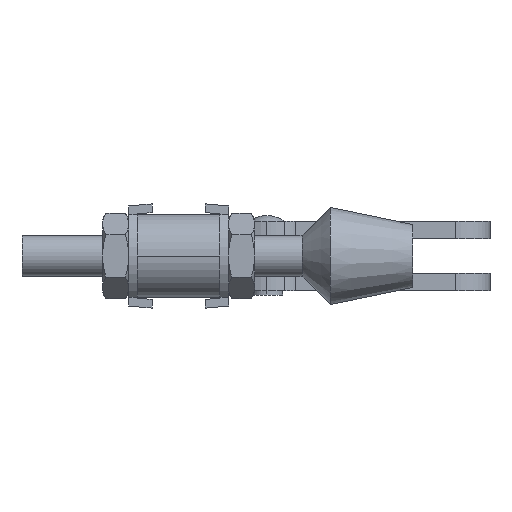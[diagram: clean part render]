
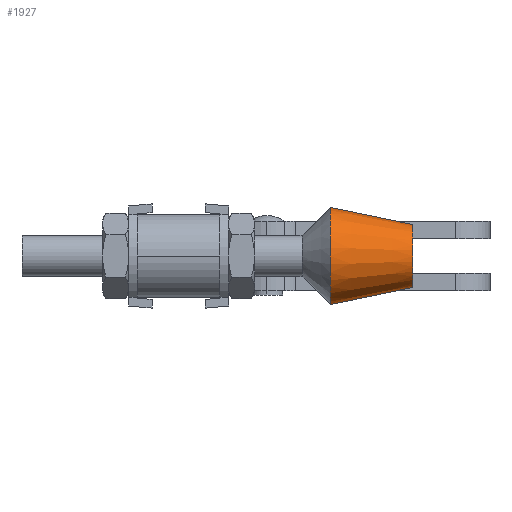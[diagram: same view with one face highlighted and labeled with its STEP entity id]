
A CAD part, left-side view. The second image highlights one B-rep face of the part: STEP entity #1927.
In plain terms, the highlighted conical face has half-angle 11.744 degrees and reference radius 7.25 mm.
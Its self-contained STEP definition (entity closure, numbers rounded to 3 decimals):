
#25 = CIRCLE ( 'NONE', #1028, 7.25 ) ;
#305 = CARTESIAN_POINT ( 'NONE',  ( -121.972, 0., -11.25 ) ) ;
#320 = EDGE_CURVE ( 'NONE', #5397, #9527, #8485, .T. ) ;
#731 = CARTESIAN_POINT ( 'NONE',  ( -121.972, 0., -4. ) ) ;
#999 = CARTESIAN_POINT ( 'NONE',  ( -121.972, 0., 3.25 ) ) ;
#1028 = AXIS2_PLACEMENT_3D ( 'NONE', #731, #5154, #9598 ) ;
#1357 = LINE ( 'NONE', #999, #7266 ) ;
#1903 = EDGE_CURVE ( 'NONE', #5579, #5397, #25, .T. ) ;
#1927 = ADVANCED_FACE ( 'NONE', ( #8338 ), #6260, .T. ) ;
#1936 = CARTESIAN_POINT ( 'NONE',  ( -121.972, 0., -11.25 ) ) ;
#2397 = DIRECTION ( 'NONE',  ( 0., 0., 1. ) ) ;
#2601 = CARTESIAN_POINT ( 'NONE',  ( -121.972, 19., 7.2 ) ) ;
#2634 = ORIENTED_EDGE ( 'NONE', *, *, #320, .F. ) ;
#3051 = VERTEX_POINT ( 'NONE', #2601 ) ;
#3447 = ORIENTED_EDGE ( 'NONE', *, *, #1903, .F. ) ;
#4147 = ORIENTED_EDGE ( 'NONE', *, *, #7066, .T. ) ;
#4391 = CARTESIAN_POINT ( 'NONE',  ( -121.972, 19., -4. ) ) ;
#5000 = AXIS2_PLACEMENT_3D ( 'NONE', #5119, #5872, #2397 ) ;
#5119 = CARTESIAN_POINT ( 'NONE',  ( -121.972, 0., -4. ) ) ;
#5126 = DIRECTION ( 'NONE',  ( 0., 0., -1. ) ) ;
#5154 = DIRECTION ( 'NONE',  ( 0., -1., 0. ) ) ;
#5397 = VERTEX_POINT ( 'NONE', #1936 ) ;
#5444 = DIRECTION ( 'NONE',  ( 0., 0.979, 0.204 ) ) ;
#5579 = VERTEX_POINT ( 'NONE', #9382 ) ;
#5872 = DIRECTION ( 'NONE',  ( 0., 1., 0. ) ) ;
#6078 = VECTOR ( 'NONE', #7654, 1000. ) ;
#6260 = CONICAL_SURFACE ( 'NONE', #5000, 7.25, 0.205 ) ;
#7020 = CIRCLE ( 'NONE', #8142, 11.2 ) ;
#7066 = EDGE_CURVE ( 'NONE', #5579, #3051, #1357, .T. ) ;
#7266 = VECTOR ( 'NONE', #5444, 1000. ) ;
#7654 = DIRECTION ( 'NONE',  ( 0., 0.979, -0.204 ) ) ;
#7822 = EDGE_LOOP ( 'NONE', ( #2634, #3447, #4147, #9403 ) ) ;
#8142 = AXIS2_PLACEMENT_3D ( 'NONE', #4391, #9576, #5126 ) ;
#8165 = EDGE_CURVE ( 'NONE', #3051, #9527, #7020, .T. ) ;
#8338 = FACE_OUTER_BOUND ( 'NONE', #7822, .T. ) ;
#8485 = LINE ( 'NONE', #305, #6078 ) ;
#8709 = CARTESIAN_POINT ( 'NONE',  ( -121.972, 19., -15.2 ) ) ;
#9382 = CARTESIAN_POINT ( 'NONE',  ( -121.972, 0., 3.25 ) ) ;
#9403 = ORIENTED_EDGE ( 'NONE', *, *, #8165, .T. ) ;
#9527 = VERTEX_POINT ( 'NONE', #8709 ) ;
#9576 = DIRECTION ( 'NONE',  ( 0., -1., 0. ) ) ;
#9598 = DIRECTION ( 'NONE',  ( 0., 0., -1. ) ) ;
